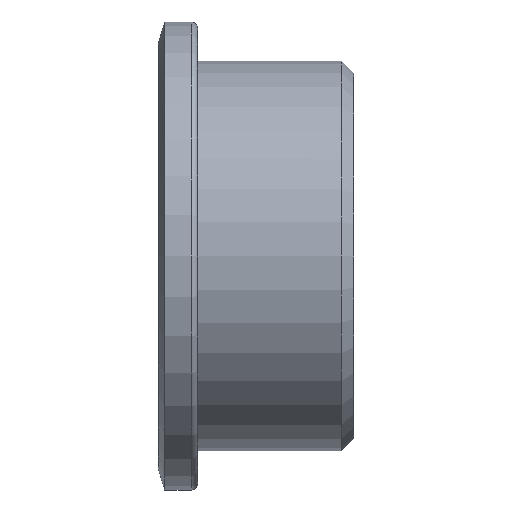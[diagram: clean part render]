
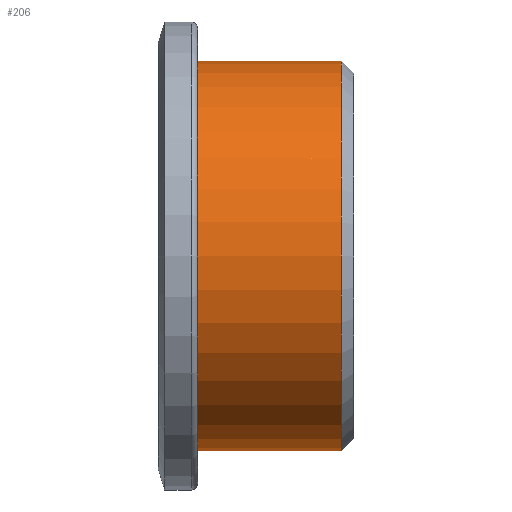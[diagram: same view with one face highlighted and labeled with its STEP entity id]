
A CAD part, left-side view. The second image highlights one B-rep face of the part: STEP entity #206.
In plain terms, the highlighted cylindrical face has radius 7.938 mm (diameter 15.875 mm), a partial arc.
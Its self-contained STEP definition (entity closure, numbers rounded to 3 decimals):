
#47 = CARTESIAN_POINT ( 'NONE',  ( 0., 0., -7.938 ) ) ;
#56 = CARTESIAN_POINT ( 'NONE',  ( 0., 6.35, 7.938 ) ) ;
#58 = CARTESIAN_POINT ( 'NONE',  ( 0., 0., 0. ) ) ;
#75 = CARTESIAN_POINT ( 'NONE',  ( 0., 0., 7.938 ) ) ;
#77 = DIRECTION ( 'NONE',  ( 0., 0., -1. ) ) ;
#115 = VERTEX_POINT ( 'NONE', #573 ) ;
#140 = EDGE_CURVE ( 'NONE', #115, #157, #169, .T. ) ;
#157 = VERTEX_POINT ( 'NONE', #407 ) ;
#169 = LINE ( 'NONE', #47, #456 ) ;
#206 = ADVANCED_FACE ( 'NONE', ( #582 ), #527, .T. ) ;
#212 = CIRCLE ( 'NONE', #342, 7.938 ) ;
#218 = DIRECTION ( 'NONE',  ( 0., -1., 0. ) ) ;
#240 = DIRECTION ( 'NONE',  ( 0., -1., 0. ) ) ;
#298 = VERTEX_POINT ( 'NONE', #56 ) ;
#326 = DIRECTION ( 'NONE',  ( 0., 0., -1. ) ) ;
#342 = AXIS2_PLACEMENT_3D ( 'NONE', #656, #486, #77 ) ;
#364 = DIRECTION ( 'NONE',  ( 0., -1., 0. ) ) ;
#380 = VECTOR ( 'NONE', #240, 1000. ) ;
#385 = DIRECTION ( 'NONE',  ( 0., -1., 0. ) ) ;
#407 = CARTESIAN_POINT ( 'NONE',  ( 0., 0.5, -7.938 ) ) ;
#424 = EDGE_CURVE ( 'NONE', #157, #620, #212, .T. ) ;
#425 = AXIS2_PLACEMENT_3D ( 'NONE', #58, #364, #326 ) ;
#456 = VECTOR ( 'NONE', #218, 1000. ) ;
#458 = ORIENTED_EDGE ( 'NONE', *, *, #595, .T. ) ;
#468 = CIRCLE ( 'NONE', #524, 7.938 ) ;
#486 = DIRECTION ( 'NONE',  ( 0., 1., 0. ) ) ;
#509 = ORIENTED_EDGE ( 'NONE', *, *, #652, .F. ) ;
#524 = AXIS2_PLACEMENT_3D ( 'NONE', #651, #385, #604 ) ;
#527 = CYLINDRICAL_SURFACE ( 'NONE', #425, 7.938 ) ;
#545 = LINE ( 'NONE', #75, #380 ) ;
#573 = CARTESIAN_POINT ( 'NONE',  ( 0., 6.35, -7.938 ) ) ;
#582 = FACE_OUTER_BOUND ( 'NONE', #672, .T. ) ;
#595 = EDGE_CURVE ( 'NONE', #298, #115, #468, .T. ) ;
#604 = DIRECTION ( 'NONE',  ( 0., 0., -1. ) ) ;
#620 = VERTEX_POINT ( 'NONE', #654 ) ;
#651 = CARTESIAN_POINT ( 'NONE',  ( 0., 6.35, 0. ) ) ;
#652 = EDGE_CURVE ( 'NONE', #298, #620, #545, .T. ) ;
#654 = CARTESIAN_POINT ( 'NONE',  ( 0., 0.5, 7.938 ) ) ;
#656 = CARTESIAN_POINT ( 'NONE',  ( 0., 0.5, 0. ) ) ;
#658 = ORIENTED_EDGE ( 'NONE', *, *, #424, .T. ) ;
#659 = ORIENTED_EDGE ( 'NONE', *, *, #140, .T. ) ;
#672 = EDGE_LOOP ( 'NONE', ( #509, #458, #659, #658 ) ) ;
